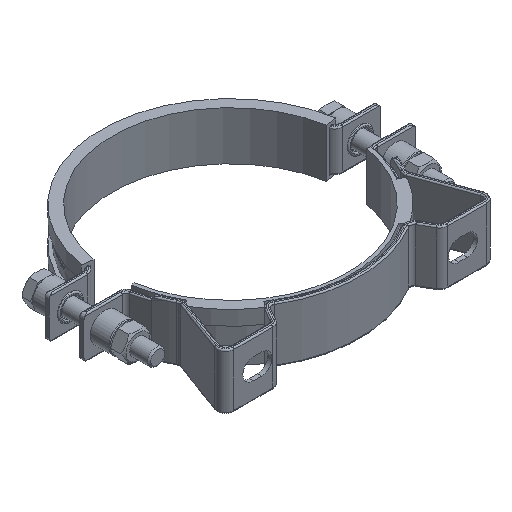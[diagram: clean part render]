
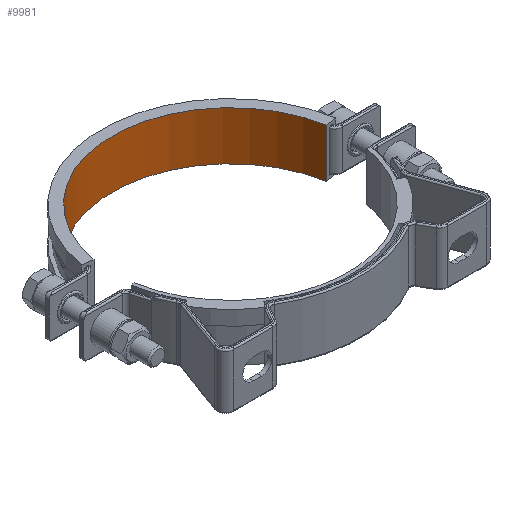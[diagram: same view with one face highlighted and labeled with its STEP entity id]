
A CAD part, isometric view. The second image highlights one B-rep face of the part: STEP entity #9981.
In plain terms, the highlighted cylindrical face has radius 85 mm (diameter 170 mm), a partial arc.
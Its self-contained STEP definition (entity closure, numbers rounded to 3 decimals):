
#1890=FACE_OUTER_BOUND('',#2500,.T.);
#2500=EDGE_LOOP('',(#9075,#9076,#9077,#9078));
#3109=LINE('',#21519,#3702);
#3110=LINE('',#21522,#3703);
#3702=VECTOR('',#13246,10.);
#3703=VECTOR('',#13249,10.);
#4101=CIRCLE('',#11053,85.);
#4102=CIRCLE('',#11055,85.);
#4959=VERTEX_POINT('',#21512);
#4960=VERTEX_POINT('',#21514);
#4961=VERTEX_POINT('',#21518);
#4962=VERTEX_POINT('',#21520);
#6344=EDGE_CURVE('',#4960,#4959,#4101,.T.);
#6346=EDGE_CURVE('',#4959,#4961,#3109,.T.);
#6347=EDGE_CURVE('',#4962,#4961,#4102,.T.);
#6348=EDGE_CURVE('',#4960,#4962,#3110,.T.);
#9075=ORIENTED_EDGE('',*,*,#6346,.T.);
#9076=ORIENTED_EDGE('',*,*,#6347,.F.);
#9077=ORIENTED_EDGE('',*,*,#6348,.F.);
#9078=ORIENTED_EDGE('',*,*,#6344,.T.);
#9444=CYLINDRICAL_SURFACE('',#11054,85.);
#9981=ADVANCED_FACE('',(#1890),#9444,.F.);
#11053=AXIS2_PLACEMENT_3D('',#21515,#13241,#13242);
#11054=AXIS2_PLACEMENT_3D('',#21517,#13244,#13245);
#11055=AXIS2_PLACEMENT_3D('',#21521,#13247,#13248);
#13241=DIRECTION('center_axis',(1.,0.,0.));
#13242=DIRECTION('ref_axis',(0.,0.169,-0.986));
#13244=DIRECTION('center_axis',(1.,0.,0.));
#13245=DIRECTION('ref_axis',(0.,0.169,-0.986));
#13246=DIRECTION('',(-1.,0.,0.));
#13247=DIRECTION('center_axis',(1.,0.,0.));
#13248=DIRECTION('ref_axis',(0.,0.169,-0.986));
#13249=DIRECTION('',(-1.,0.,0.));
#21512=CARTESIAN_POINT('',(17.5,14.395,83.772));
#21514=CARTESIAN_POINT('',(17.5,14.395,-83.772));
#21515=CARTESIAN_POINT('Origin',(17.5,0.,0.));
#21517=CARTESIAN_POINT('Origin',(0.,0.,0.));
#21518=CARTESIAN_POINT('',(-17.5,14.395,83.772));
#21519=CARTESIAN_POINT('',(17.5,14.395,83.772));
#21520=CARTESIAN_POINT('',(-17.5,14.395,-83.772));
#21521=CARTESIAN_POINT('Origin',(-17.5,0.,0.));
#21522=CARTESIAN_POINT('',(17.5,14.395,-83.772));
